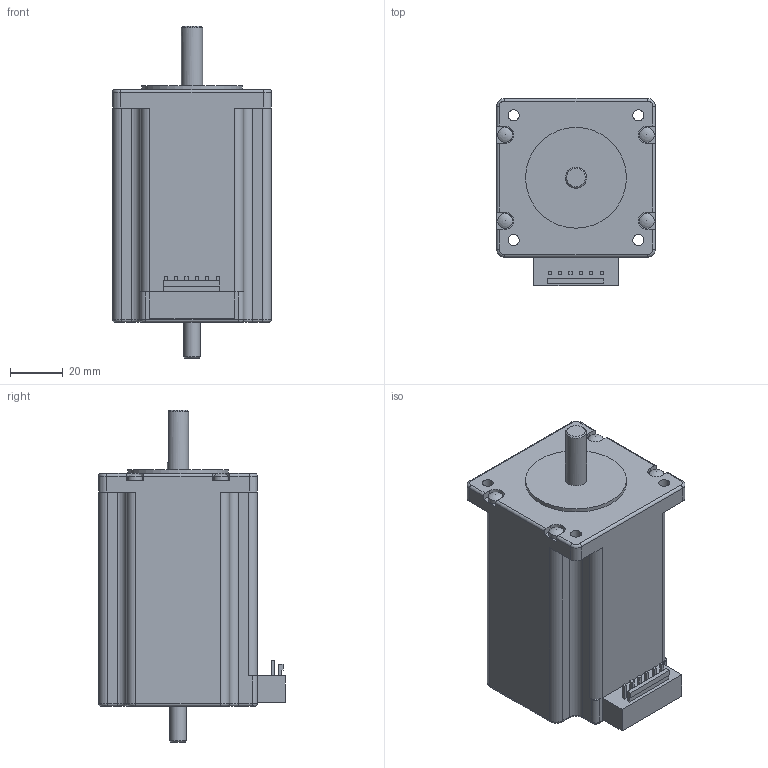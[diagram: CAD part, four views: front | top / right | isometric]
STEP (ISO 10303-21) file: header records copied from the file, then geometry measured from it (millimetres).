
FILE_DESCRIPTION(/* description */ (''),/* implementation_level */ '2;1');
FILE_NAME(/* name */ 'SCB6018L4204-B.stp',/* time_stamp */ '2021-11-08T08:59:39+01:00',/* author */ ('guhaibo'),/* organization */ ('Nanotec GmbH & Co. KG'),/* preprocessor_version */ 'ST-DEVELOPER v17.2',/* originating_system */ 'Autodesk Inventor 2019',/* authorisation */ '');
FILE_SCHEMA (('AUTOMOTIVE_DESIGN { 1 0 10303 214 3 1 1 }'));
Length unit declared in the file: millimetre
Products named in the file (1): SCB6018L4204-B
Bounding box: 60 x 70.6 x 125.5 mm (x, y, z)
Volume: 286331.6 mm3; surface area: 29436.7 mm2
Topology: 1 solids, 1 shells, 158 faces, 424 edges, 280 vertices
Faces by surface type: plane 80, cylinder 55, torus 14, sphere 4, cone 3, bspline 2
Full cylindrical faces by diameter (mm): 2.05 x2, 4.2 x4, 5.6 x4, 6.35 x1, 8 x1, 38.1 x1
Entity records: 5035 total; most frequent: CARTESIAN_POINT 890, DIRECTION 888, ORIENTED_EDGE 840, EDGE_CURVE 420, AXIS2_PLACEMENT_3D 313, VERTEX_POINT 280, LINE 262, VECTOR 262
